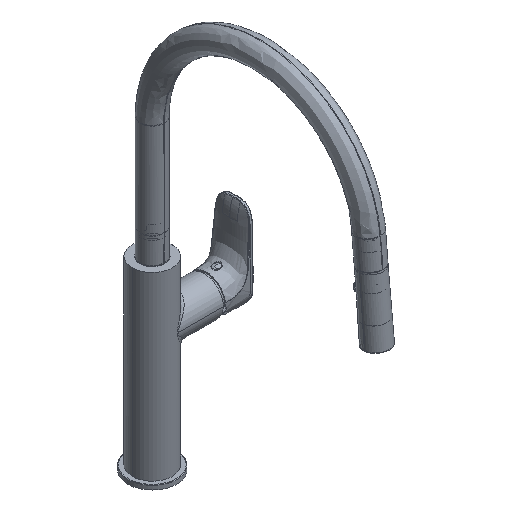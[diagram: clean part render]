
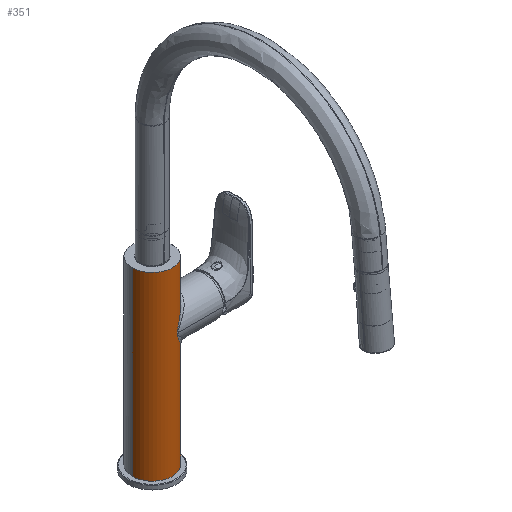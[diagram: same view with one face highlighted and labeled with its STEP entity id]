
A CAD part, isometric view. The second image highlights one B-rep face of the part: STEP entity #351.
In plain terms, the highlighted cylindrical face has radius 20 mm (diameter 40 mm), a partial arc.
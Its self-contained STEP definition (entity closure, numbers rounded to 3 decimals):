
#351=ADVANCED_FACE('',(#2265),#30695,.T.);
#2265=FACE_OUTER_BOUND('',#4180,.T.);
#4180=EDGE_LOOP('',(#6299,#6300,#6301,#6302,#6303,#6304,#6305));
#6299=ORIENTED_EDGE('',*,*,#16197,.F.);
#6300=ORIENTED_EDGE('',*,*,#16195,.F.);
#6301=ORIENTED_EDGE('',*,*,#16200,.T.);
#6302=ORIENTED_EDGE('',*,*,#16199,.F.);
#6303=ORIENTED_EDGE('',*,*,#16210,.T.);
#6304=ORIENTED_EDGE('',*,*,#16202,.T.);
#6305=ORIENTED_EDGE('',*,*,#16198,.F.);
#16195=EDGE_CURVE('',#26204,#26202,#21198,.T.);
#16197=EDGE_CURVE('',#26202,#26203,#24650,.T.);
#16198=EDGE_CURVE('',#26203,#26208,#21199,.T.);
#16199=EDGE_CURVE('',#26206,#26205,#21200,.T.);
#16200=EDGE_CURVE('',#26204,#26205,#24651,.T.);
#16202=EDGE_CURVE('',#26211,#26208,#21202,.T.);
#16210=EDGE_CURVE('',#26206,#26211,#21210,.T.);
#21198=B_SPLINE_CURVE_WITH_KNOTS('',1,(#35989,#35990),.UNSPECIFIED.,.F.,
 .F.,(2,2),(-180.5,0.),.UNSPECIFIED.);
#21199=B_SPLINE_CURVE_WITH_KNOTS('',1,(#36001,#36002),.UNSPECIFIED.,.F.,
 .F.,(2,2),(0.,36.),.UNSPECIFIED.);
#21200=B_SPLINE_CURVE_WITH_KNOTS('',1,(#36003,#36004),.UNSPECIFIED.,.F.,
 .F.,(2,2),(0.,96.5),.UNSPECIFIED.);
#21202=B_SPLINE_CURVE_WITH_KNOTS('',3,(#36014,#36015,#36016,#36017,#36018,
#36019,#36020,#36021,#36022,#36023,#36024,#36025,#36026,#36027,#36028,#36029),
 .UNSPECIFIED.,.F.,.F.,(4,1,1,1,1,1,1,1,1,1,1,1,1,4),(0.,1.393,
3.338,6.107,8.884,11.662,15.634,
19.055,21.853,24.751,27.778,30.939,
34.194,37.549),.UNSPECIFIED.);
#21210=B_SPLINE_CURVE_WITH_KNOTS('',3,(#36132,#36133,#36134,#36135,#36136,
#36137,#36138,#36139,#36140,#36141,#36142,#36143,#36144,#36145,#36146,#36147,
#36148,#36149),.UNSPECIFIED.,.F.,.F.,(4,1,1,1,1,1,1,1,1,1,1,1,1,1,1,4),
(0.,0.,3.355,6.609,9.771,
12.798,15.696,18.494,21.915,25.887,
28.665,31.442,34.21,36.156,37.549,
37.549),.UNSPECIFIED.);
#24650=(
BOUNDED_CURVE()
B_SPLINE_CURVE(2,(#35996,#35997,#35998,#35999,#36000),.UNSPECIFIED.,.F.,
 .F.)
B_SPLINE_CURVE_WITH_KNOTS((3,2,3),(0.,31.416,62.832),
 .UNSPECIFIED.)
CURVE()
GEOMETRIC_REPRESENTATION_ITEM()
RATIONAL_B_SPLINE_CURVE((1.,0.707,1.,0.707,1.))
REPRESENTATION_ITEM('')
);
#24651=(
BOUNDED_CURVE()
B_SPLINE_CURVE(2,(#36005,#36006,#36007,#36008,#36009),.UNSPECIFIED.,.F.,
 .F.)
B_SPLINE_CURVE_WITH_KNOTS((3,2,3),(-62.832,-31.416,
0.),.UNSPECIFIED.)
CURVE()
GEOMETRIC_REPRESENTATION_ITEM()
RATIONAL_B_SPLINE_CURVE((1.,0.707,1.,0.707,1.))
REPRESENTATION_ITEM('')
);
#26202=VERTEX_POINT('',#35868);
#26203=VERTEX_POINT('',#35869);
#26204=VERTEX_POINT('',#35870);
#26205=VERTEX_POINT('',#35871);
#26206=VERTEX_POINT('',#35872);
#26208=VERTEX_POINT('',#35874);
#26211=VERTEX_POINT('',#35877);
#30695=CYLINDRICAL_SURFACE('',#31364,20.);
#31364=AXIS2_PLACEMENT_3D('',#34205,#32784,$);
#32784=DIRECTION('',(0.,0.,-1.));
#34205=CARTESIAN_POINT('',(0.,0.,94.75));
#35868=CARTESIAN_POINT('',(-20.,0.,185.));
#35869=CARTESIAN_POINT('',(20.,0.,185.));
#35870=CARTESIAN_POINT('',(-20.,0.,4.5));
#35871=CARTESIAN_POINT('',(20.,0.,4.5));
#35872=CARTESIAN_POINT('',(20.,0.,101.));
#35874=CARTESIAN_POINT('',(20.,0.,149.));
#35877=CARTESIAN_POINT('',(5.6,-19.2,125.));
#35989=CARTESIAN_POINT('',(-20.,0.,4.5));
#35990=CARTESIAN_POINT('',(-20.,0.,185.));
#35996=CARTESIAN_POINT('',(-20.,0.,185.));
#35997=CARTESIAN_POINT('',(-20.,-20.,185.));
#35998=CARTESIAN_POINT('',(0.,-20.,185.));
#35999=CARTESIAN_POINT('',(20.,-20.,185.));
#36000=CARTESIAN_POINT('',(20.,0.,185.));
#36001=CARTESIAN_POINT('',(20.,0.,185.));
#36002=CARTESIAN_POINT('',(20.,0.,149.));
#36003=CARTESIAN_POINT('',(20.,0.,101.));
#36004=CARTESIAN_POINT('',(20.,0.,4.5));
#36005=CARTESIAN_POINT('',(-20.,0.,4.5));
#36006=CARTESIAN_POINT('',(-20.,-20.,4.5));
#36007=CARTESIAN_POINT('',(0.,-20.,4.5));
#36008=CARTESIAN_POINT('',(20.,-20.,4.5));
#36009=CARTESIAN_POINT('',(20.,0.,4.5));
#36014=CARTESIAN_POINT('',(5.6,-19.2,125.));
#36015=CARTESIAN_POINT('',(5.6,-19.2,125.526));
#36016=CARTESIAN_POINT('',(5.717,-19.166,126.787));
#36017=CARTESIAN_POINT('',(6.357,-18.971,128.953));
#36018=CARTESIAN_POINT('',(7.51,-18.557,131.343));
#36019=CARTESIAN_POINT('',(8.96,-17.906,133.783));
#36020=CARTESIAN_POINT('',(10.686,-16.952,136.408));
#36021=CARTESIAN_POINT('',(12.531,-15.657,139.029));
#36022=CARTESIAN_POINT('',(14.301,-14.042,141.456));
#36023=CARTESIAN_POINT('',(15.783,-12.347,143.449));
#36024=CARTESIAN_POINT('',(17.076,-10.5,145.167));
#36025=CARTESIAN_POINT('',(18.243,-8.332,146.704));
#36026=CARTESIAN_POINT('',(19.2,-5.826,147.958));
#36027=CARTESIAN_POINT('',(19.847,-3.01,148.8));
#36028=CARTESIAN_POINT('',(20.,-1.013,149.));
#36029=CARTESIAN_POINT('',(20.,0.,149.));
#36132=CARTESIAN_POINT('',(20.,0.,101.));
#36133=CARTESIAN_POINT('',(20.,0.,101.));
#36134=CARTESIAN_POINT('',(20.,-1.013,101.));
#36135=CARTESIAN_POINT('',(19.847,-3.01,101.2));
#36136=CARTESIAN_POINT('',(19.2,-5.826,102.042));
#36137=CARTESIAN_POINT('',(18.243,-8.332,103.296));
#36138=CARTESIAN_POINT('',(17.076,-10.5,104.833));
#36139=CARTESIAN_POINT('',(15.783,-12.347,106.551));
#36140=CARTESIAN_POINT('',(14.301,-14.042,108.544));
#36141=CARTESIAN_POINT('',(12.531,-15.657,110.971));
#36142=CARTESIAN_POINT('',(10.687,-16.952,113.592));
#36143=CARTESIAN_POINT('',(8.96,-17.906,116.217));
#36144=CARTESIAN_POINT('',(7.511,-18.557,118.657));
#36145=CARTESIAN_POINT('',(6.356,-18.971,121.046));
#36146=CARTESIAN_POINT('',(5.717,-19.166,123.213));
#36147=CARTESIAN_POINT('',(5.6,-19.2,124.474));
#36148=CARTESIAN_POINT('',(5.6,-19.2,125.));
#36149=CARTESIAN_POINT('',(5.6,-19.2,125.));
